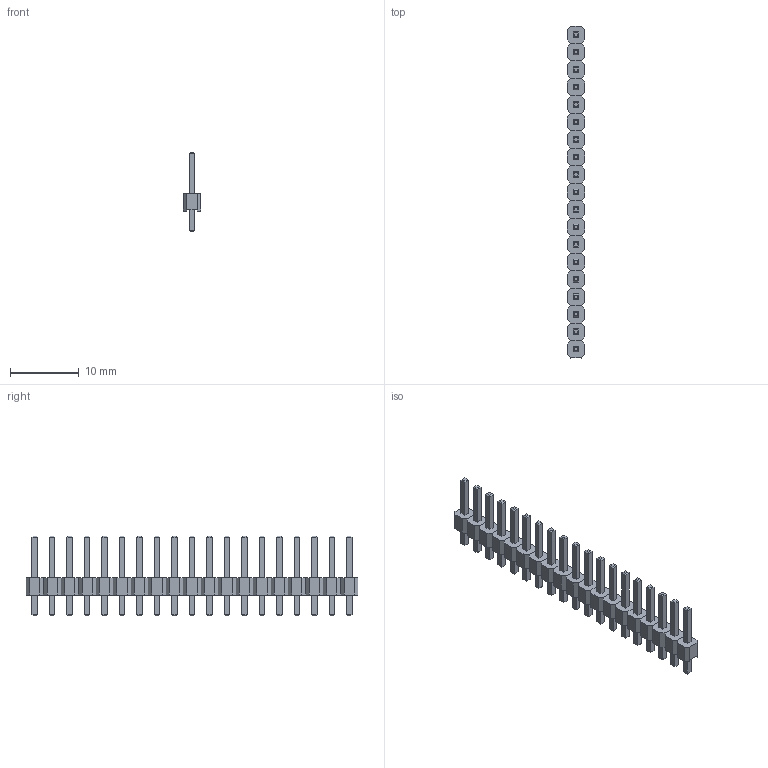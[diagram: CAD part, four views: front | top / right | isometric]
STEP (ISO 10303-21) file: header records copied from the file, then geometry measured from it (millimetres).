
FILE_DESCRIPTION(('FreeCAD Model'),'2;1');
FILE_NAME('1x19.stp', '2015-04-12T18:40:06',('FreeCAD'),('FreeCAD'), 'Open CASCADE STEP processor 6.7','FreeCAD','Unknown');
FILE_SCHEMA(('AUTOMOTIVE_DESIGN_CC2 { 1 2 10303 214 -1 1 5 4 }'));
Length unit declared in the file: millimetre
Products named in the file (2): Array; Array001
Bounding box: 2.54 x 48.26 x 11.54 mm (x, y, z)
Volume: 381.5 mm3; surface area: 1495.8 mm2
Topology: 38 solids, 38 shells, 608 faces, 1368 edges, 836 vertices
Faces by surface type: plane 608
Entity records: 34230 total; most frequent: CARTESIAN_POINT 5739, DIRECTION 5132, LINE 3914, VECTOR 3914, ORIENTED_EDGE 2736, PCURVE 2736, DEFINITIONAL_REPRESENTATION 2736, EDGE_CURVE 1368
